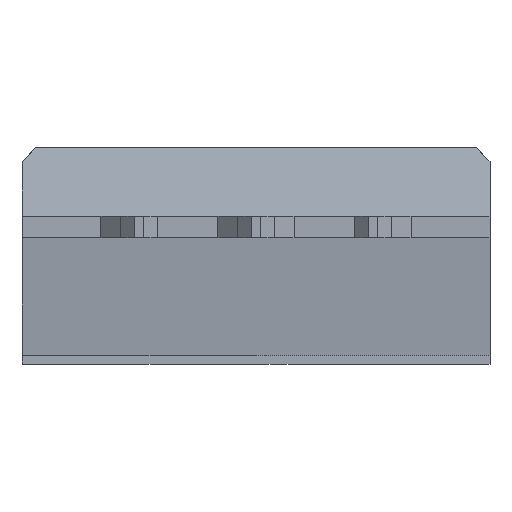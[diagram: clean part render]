
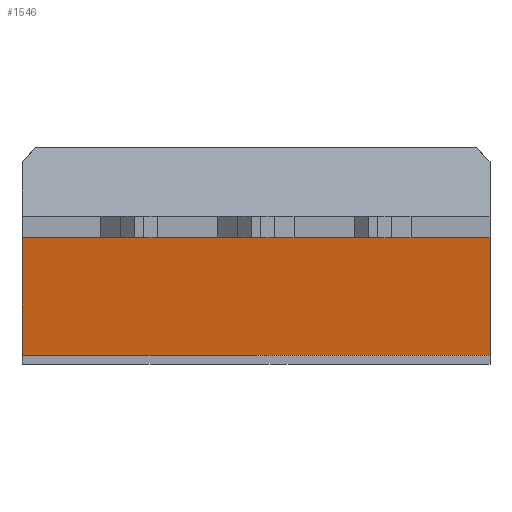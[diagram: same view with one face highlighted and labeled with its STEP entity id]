
A CAD part, front view. The second image highlights one B-rep face of the part: STEP entity #1546.
In plain terms, the highlighted planar face has unit normal (0, -0.991, -0.136).
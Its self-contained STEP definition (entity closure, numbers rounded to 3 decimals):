
#32 = EDGE_CURVE ( 'NONE', #1164, #480, #1540, .T. ) ;
#81 = EDGE_CURVE ( 'NONE', #2407, #2696, #1091, .T. ) ;
#183 = CARTESIAN_POINT ( 'NONE',  ( -3.365, 0., 2.333 ) ) ;
#196 = DIRECTION ( 'NONE',  ( 1., 0., 0. ) ) ;
#262 = CARTESIAN_POINT ( 'NONE',  ( 0.825, 0., 2.333 ) ) ;
#300 = PLANE ( 'NONE',  #1167 ) ;
#344 = CARTESIAN_POINT ( 'NONE',  ( -5.08, 0.35, -0.223 ) ) ;
#375 = DIRECTION ( 'NONE',  ( 0., -0.136, 0.991 ) ) ;
#418 = CARTESIAN_POINT ( 'NONE',  ( -0.825, 0., 2.333 ) ) ;
#452 = VERTEX_POINT ( 'NONE', #1196 ) ;
#480 = VERTEX_POINT ( 'NONE', #676 ) ;
#501 = LINE ( 'NONE', #2394, #1756 ) ;
#541 = ORIENTED_EDGE ( 'NONE', *, *, #32, .F. ) ;
#543 = VECTOR ( 'NONE', #2159, 1000. ) ;
#607 = LINE ( 'NONE', #846, #679 ) ;
#622 = LINE ( 'NONE', #2535, #904 ) ;
#676 = CARTESIAN_POINT ( 'NONE',  ( 5.08, 0., 2.333 ) ) ;
#679 = VECTOR ( 'NONE', #196, 1000. ) ;
#686 = VECTOR ( 'NONE', #2410, 1000. ) ;
#728 = VECTOR ( 'NONE', #375, 1000. ) ;
#732 = CARTESIAN_POINT ( 'NONE',  ( 5.08, 0.35, -0.223 ) ) ;
#789 = ORIENTED_EDGE ( 'NONE', *, *, #2112, .F. ) ;
#799 = VERTEX_POINT ( 'NONE', #1093 ) ;
#838 = LINE ( 'NONE', #990, #543 ) ;
#846 = CARTESIAN_POINT ( 'NONE',  ( 5.08, 0., 2.333 ) ) ;
#904 = VECTOR ( 'NONE', #2149, 1000. ) ;
#907 = CARTESIAN_POINT ( 'NONE',  ( 5.08, 0., 2.333 ) ) ;
#940 = CARTESIAN_POINT ( 'NONE',  ( -5.08, 0.35, -0.223 ) ) ;
#950 = CARTESIAN_POINT ( 'NONE',  ( 3.365, 0., 2.333 ) ) ;
#990 = CARTESIAN_POINT ( 'NONE',  ( 5.08, 0.35, -0.223 ) ) ;
#1081 = EDGE_CURVE ( 'NONE', #452, #2407, #607, .T. ) ;
#1091 = LINE ( 'NONE', #262, #1221 ) ;
#1093 = CARTESIAN_POINT ( 'NONE',  ( 2.144, 0., 2.333 ) ) ;
#1100 = DIRECTION ( 'NONE',  ( 0., -0.136, 0.991 ) ) ;
#1138 = FACE_OUTER_BOUND ( 'NONE', #2349, .T. ) ;
#1164 = VERTEX_POINT ( 'NONE', #950 ) ;
#1167 = AXIS2_PLACEMENT_3D ( 'NONE', #2164, #1308, #1100 ) ;
#1196 = CARTESIAN_POINT ( 'NONE',  ( -2.14, 0., 2.333 ) ) ;
#1221 = VECTOR ( 'NONE', #2414, 1000. ) ;
#1222 = DIRECTION ( 'NONE',  ( 1., 0., 0. ) ) ;
#1305 = VECTOR ( 'NONE', #1848, 1000. ) ;
#1307 = DIRECTION ( 'NONE',  ( 1., 0., 0. ) ) ;
#1308 = DIRECTION ( 'NONE',  ( 0., 0.991, 0.136 ) ) ;
#1322 = DIRECTION ( 'NONE',  ( 1., 0., 0. ) ) ;
#1389 = LINE ( 'NONE', #2255, #1305 ) ;
#1392 = ORIENTED_EDGE ( 'NONE', *, *, #1551, .F. ) ;
#1420 = EDGE_CURVE ( 'NONE', #1444, #2381, #622, .T. ) ;
#1439 = CARTESIAN_POINT ( 'NONE',  ( 5.08, 0., 2.333 ) ) ;
#1444 = VERTEX_POINT ( 'NONE', #2357 ) ;
#1540 = LINE ( 'NONE', #1961, #2268 ) ;
#1546 = ADVANCED_FACE ( 'NONE', ( #1138 ), #300, .F. ) ;
#1551 = EDGE_CURVE ( 'NONE', #799, #1164, #501, .T. ) ;
#1588 = ORIENTED_EDGE ( 'NONE', *, *, #1420, .F. ) ;
#1592 = EDGE_CURVE ( 'NONE', #480, #2028, #2597, .T. ) ;
#1627 = VECTOR ( 'NONE', #1222, 1000. ) ;
#1699 = ORIENTED_EDGE ( 'NONE', *, *, #1081, .F. ) ;
#1756 = VECTOR ( 'NONE', #1322, 1000. ) ;
#1848 = DIRECTION ( 'NONE',  ( 1., 0., 0. ) ) ;
#1877 = EDGE_CURVE ( 'NONE', #2036, #2028, #838, .T. ) ;
#1915 = ORIENTED_EDGE ( 'NONE', *, *, #81, .F. ) ;
#1961 = CARTESIAN_POINT ( 'NONE',  ( 5.08, 0., 2.333 ) ) ;
#2028 = VERTEX_POINT ( 'NONE', #732 ) ;
#2036 = VERTEX_POINT ( 'NONE', #344 ) ;
#2112 = EDGE_CURVE ( 'NONE', #2381, #452, #1389, .T. ) ;
#2115 = ORIENTED_EDGE ( 'NONE', *, *, #2541, .F. ) ;
#2118 = LINE ( 'NONE', #1439, #1627 ) ;
#2149 = DIRECTION ( 'NONE',  ( 1., 0., 0. ) ) ;
#2152 = EDGE_CURVE ( 'NONE', #2036, #1444, #2695, .T. ) ;
#2159 = DIRECTION ( 'NONE',  ( 1., 0., 0. ) ) ;
#2164 = CARTESIAN_POINT ( 'NONE',  ( 5.08, 0.35, -0.223 ) ) ;
#2187 = ORIENTED_EDGE ( 'NONE', *, *, #2152, .F. ) ;
#2255 = CARTESIAN_POINT ( 'NONE',  ( -1.715, 0., 2.333 ) ) ;
#2268 = VECTOR ( 'NONE', #1307, 1000. ) ;
#2324 = ORIENTED_EDGE ( 'NONE', *, *, #1592, .F. ) ;
#2349 = EDGE_LOOP ( 'NONE', ( #2707, #2324, #541, #1392, #2115, #1915, #1699, #789, #1588, #2187 ) ) ;
#2357 = CARTESIAN_POINT ( 'NONE',  ( -5.08, 0., 2.333 ) ) ;
#2381 = VERTEX_POINT ( 'NONE', #183 ) ;
#2394 = CARTESIAN_POINT ( 'NONE',  ( 3.365, 0., 2.333 ) ) ;
#2407 = VERTEX_POINT ( 'NONE', #418 ) ;
#2410 = DIRECTION ( 'NONE',  ( 0., 0.136, -0.991 ) ) ;
#2414 = DIRECTION ( 'NONE',  ( 1., 0., 0. ) ) ;
#2535 = CARTESIAN_POINT ( 'NONE',  ( 5.08, 0., 2.333 ) ) ;
#2541 = EDGE_CURVE ( 'NONE', #2696, #799, #2118, .T. ) ;
#2550 = CARTESIAN_POINT ( 'NONE',  ( 0.825, 0., 2.333 ) ) ;
#2597 = LINE ( 'NONE', #907, #686 ) ;
#2695 = LINE ( 'NONE', #940, #728 ) ;
#2696 = VERTEX_POINT ( 'NONE', #2550 ) ;
#2707 = ORIENTED_EDGE ( 'NONE', *, *, #1877, .T. ) ;
